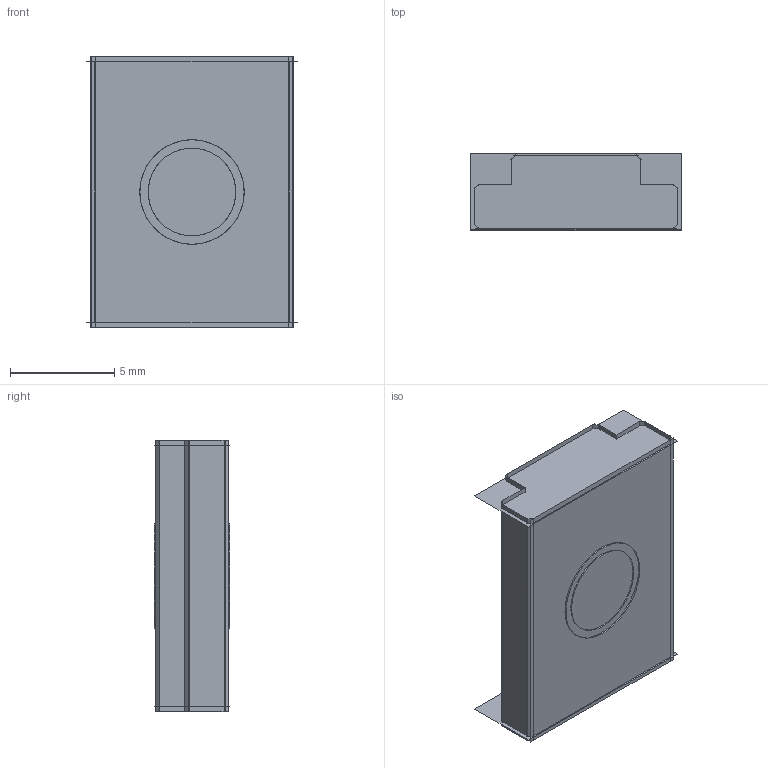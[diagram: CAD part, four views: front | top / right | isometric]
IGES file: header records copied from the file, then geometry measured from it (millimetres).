
Start section:  PTC IGES file: 215098.igs
Global section: file name: 215098.igs; native system: Creo Parametric by PTC Inc.; preprocessor: 2018300; author: pdmadmin; organization: Unknown; date: 20191126.081852; units: millimetre
Bounding box: 10.09 x 3.64 x 13 mm (x, y, z)
Volume: 311.4 mm3; surface area: 2337 mm2
Topology: 1 solids, 2 shells, 44 faces, 224 edges, 282 vertices
Faces by surface type: bspline 32, revolution 12
